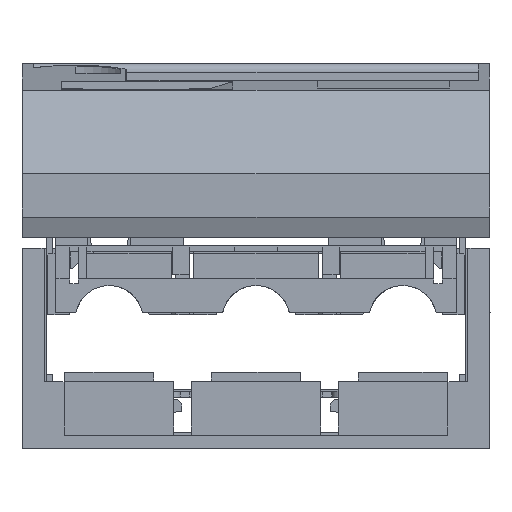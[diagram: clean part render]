
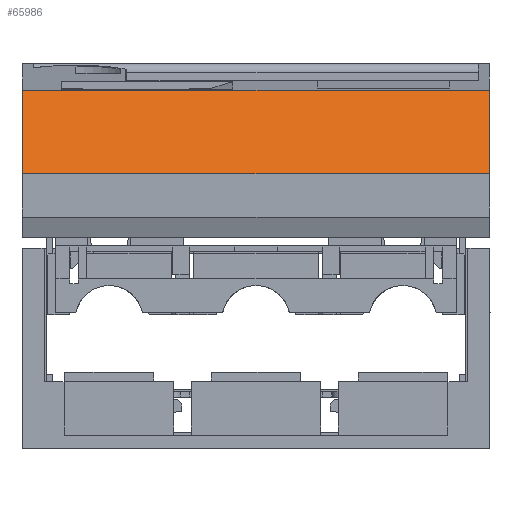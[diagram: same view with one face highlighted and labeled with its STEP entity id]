
A CAD part, front view. The second image highlights one B-rep face of the part: STEP entity #65986.
In plain terms, the highlighted planar face has unit normal (0, 0.64, -0.768).
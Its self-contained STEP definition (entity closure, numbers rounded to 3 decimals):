
#65902=AXIS2_PLACEMENT_3D('Plane Axis2P3D',#65899,#65900,#65901) ;
#65899=CARTESIAN_POINT('Axis2P3D Location',(0.,0.,45.908)) ;
#65904=CARTESIAN_POINT('Line Origine',(51.25,41.5,80.5)) ;
#65908=CARTESIAN_POINT('Vertex',(50.,41.5,80.5)) ;
#65910=CARTESIAN_POINT('Vertex',(52.5,41.5,80.5)) ;
#65913=CARTESIAN_POINT('Line Origine',(52.5,30.25,71.123)) ;
#65917=CARTESIAN_POINT('Vertex',(52.5,19.,61.745)) ;
#65920=CARTESIAN_POINT('Line Origine',(51.25,19.,61.745)) ;
#65924=CARTESIAN_POINT('Vertex',(50.,19.,61.745)) ;
#65927=CARTESIAN_POINT('Line Origine',(49.75,19.,61.745)) ;
#65931=CARTESIAN_POINT('Vertex',(49.5,19.,61.745)) ;
#65934=CARTESIAN_POINT('Line Origine',(0.,19.,61.745)) ;
#65938=CARTESIAN_POINT('Vertex',(-49.5,19.,61.745)) ;
#65941=CARTESIAN_POINT('Line Origine',(-49.75,19.,61.745)) ;
#65945=CARTESIAN_POINT('Vertex',(-50.,19.,61.745)) ;
#65948=CARTESIAN_POINT('Line Origine',(-51.25,19.,61.745)) ;
#65952=CARTESIAN_POINT('Vertex',(-52.5,19.,61.745)) ;
#65955=CARTESIAN_POINT('Line Origine',(-52.5,30.25,71.123)) ;
#65959=CARTESIAN_POINT('Vertex',(-52.5,41.5,80.5)) ;
#65962=CARTESIAN_POINT('Line Origine',(-51.25,41.5,80.5)) ;
#65966=CARTESIAN_POINT('Vertex',(-50.,41.5,80.5)) ;
#65969=CARTESIAN_POINT('Line Origine',(0.,41.5,80.5)) ;
#65900=DIRECTION('Axis2P3D Direction',(0.,0.64,-0.768)) ;
#65901=DIRECTION('Axis2P3D XDirection',(1.,0.,0.)) ;
#65905=DIRECTION('Vector Direction',(1.,0.,0.)) ;
#65914=DIRECTION('Vector Direction',(0.,-0.768,-0.64)) ;
#65921=DIRECTION('Vector Direction',(-1.,0.,0.)) ;
#65928=DIRECTION('Vector Direction',(-1.,0.,0.)) ;
#65935=DIRECTION('Vector Direction',(-1.,0.,0.)) ;
#65942=DIRECTION('Vector Direction',(-1.,0.,0.)) ;
#65949=DIRECTION('Vector Direction',(-1.,0.,0.)) ;
#65956=DIRECTION('Vector Direction',(0.,0.768,0.64)) ;
#65963=DIRECTION('Vector Direction',(1.,0.,0.)) ;
#65970=DIRECTION('Vector Direction',(1.,0.,0.)) ;
#65906=VECTOR('Line Direction',#65905,1.) ;
#65915=VECTOR('Line Direction',#65914,1.) ;
#65922=VECTOR('Line Direction',#65921,1.) ;
#65929=VECTOR('Line Direction',#65928,1.) ;
#65936=VECTOR('Line Direction',#65935,1.) ;
#65943=VECTOR('Line Direction',#65942,1.) ;
#65950=VECTOR('Line Direction',#65949,1.) ;
#65957=VECTOR('Line Direction',#65956,1.) ;
#65964=VECTOR('Line Direction',#65963,1.) ;
#65971=VECTOR('Line Direction',#65970,1.) ;
#65975=ORIENTED_EDGE('',*,*,#65912,.T.) ;
#65976=ORIENTED_EDGE('',*,*,#65919,.T.) ;
#65977=ORIENTED_EDGE('',*,*,#65926,.T.) ;
#65978=ORIENTED_EDGE('',*,*,#65933,.T.) ;
#65979=ORIENTED_EDGE('',*,*,#65940,.T.) ;
#65980=ORIENTED_EDGE('',*,*,#65947,.T.) ;
#65981=ORIENTED_EDGE('',*,*,#65954,.T.) ;
#65982=ORIENTED_EDGE('',*,*,#65961,.T.) ;
#65983=ORIENTED_EDGE('',*,*,#65968,.T.) ;
#65984=ORIENTED_EDGE('',*,*,#65973,.T.) ;
#65986=ADVANCED_FACE('',(#65985),#65903,.T.) ;
#65912=EDGE_CURVE('',#65909,#65911,#65907,.T.) ;
#65919=EDGE_CURVE('',#65911,#65918,#65916,.T.) ;
#65926=EDGE_CURVE('',#65918,#65925,#65923,.T.) ;
#65933=EDGE_CURVE('',#65925,#65932,#65930,.T.) ;
#65940=EDGE_CURVE('',#65932,#65939,#65937,.T.) ;
#65947=EDGE_CURVE('',#65939,#65946,#65944,.T.) ;
#65954=EDGE_CURVE('',#65946,#65953,#65951,.T.) ;
#65961=EDGE_CURVE('',#65953,#65960,#65958,.T.) ;
#65968=EDGE_CURVE('',#65960,#65967,#65965,.T.) ;
#65973=EDGE_CURVE('',#65967,#65909,#65972,.T.) ;
#65974=EDGE_LOOP('',(#65975,#65976,#65977,#65978,#65979,#65980,#65981,#65982,#65983,#65984)) ;
#65985=FACE_OUTER_BOUND('',#65974,.T.) ;
#65907=LINE('Line',#65904,#65906) ;
#65916=LINE('Line',#65913,#65915) ;
#65923=LINE('Line',#65920,#65922) ;
#65930=LINE('Line',#65927,#65929) ;
#65937=LINE('Line',#65934,#65936) ;
#65944=LINE('Line',#65941,#65943) ;
#65951=LINE('Line',#65948,#65950) ;
#65958=LINE('Line',#65955,#65957) ;
#65965=LINE('Line',#65962,#65964) ;
#65972=LINE('Line',#65969,#65971) ;
#65903=PLANE('Plane',#65902) ;
#65909=VERTEX_POINT('',#65908) ;
#65911=VERTEX_POINT('',#65910) ;
#65918=VERTEX_POINT('',#65917) ;
#65925=VERTEX_POINT('',#65924) ;
#65932=VERTEX_POINT('',#65931) ;
#65939=VERTEX_POINT('',#65938) ;
#65946=VERTEX_POINT('',#65945) ;
#65953=VERTEX_POINT('',#65952) ;
#65960=VERTEX_POINT('',#65959) ;
#65967=VERTEX_POINT('',#65966) ;
